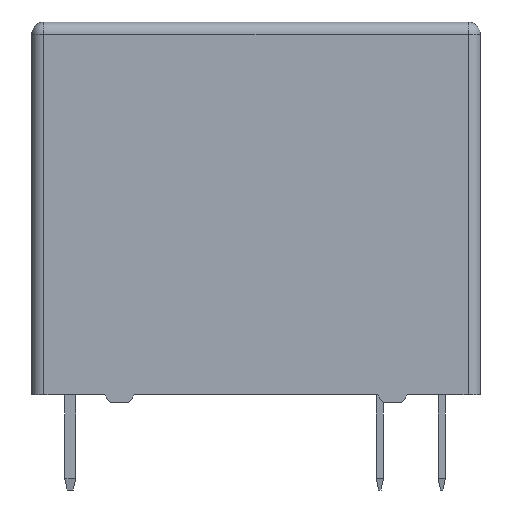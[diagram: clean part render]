
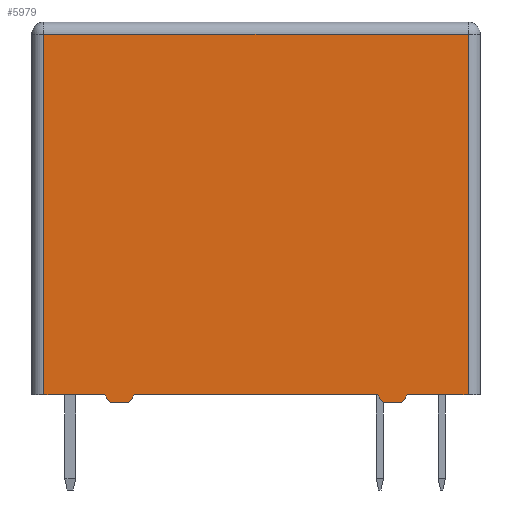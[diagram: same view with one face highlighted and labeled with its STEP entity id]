
A CAD part, front view. The second image highlights one B-rep face of the part: STEP entity #5979.
In plain terms, the highlighted planar face has unit normal (0, -1, 0).
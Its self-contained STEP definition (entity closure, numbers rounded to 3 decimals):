
#69 = CARTESIAN_POINT ( 'NONE',  ( -6.2, -5.1, 0.4 ) ) ;
#107 = ORIENTED_EDGE ( 'NONE', *, *, #2046, .T. ) ;
#182 = PLANE ( 'NONE',  #4913 ) ;
#189 = VERTEX_POINT ( 'NONE', #3679 ) ;
#295 = CARTESIAN_POINT ( 'NONE',  ( 5.254, -5.1, 0.1 ) ) ;
#378 = CARTESIAN_POINT ( 'NONE',  ( -8.7, -5.1, 15.7 ) ) ;
#605 = CARTESIAN_POINT ( 'NONE',  ( -5.254, -5.1, 0.1 ) ) ;
#707 = VERTEX_POINT ( 'NONE', #4133 ) ;
#945 = CARTESIAN_POINT ( 'NONE',  ( -5.17, -5.1, 0.145 ) ) ;
#1732 = DIRECTION ( 'NONE',  ( 1., 0., 0. ) ) ;
#1904 = CARTESIAN_POINT ( 'NONE',  ( 8.7, -5.1, 15.2 ) ) ;
#1983 = CARTESIAN_POINT ( 'NONE',  ( -8.7, -5.1, 0.4 ) ) ;
#2046 = EDGE_CURVE ( 'NONE', #6921, #189, #4005, .T. ) ;
#2156 = LINE ( 'NONE', #6669, #8471 ) ;
#2169 = CARTESIAN_POINT ( 'NONE',  ( -9.2, -5.1, 15.2 ) ) ;
#2245 = LINE ( 'NONE', #14460, #6381 ) ;
#2285 = LINE ( 'NONE', #13642, #13727 ) ;
#2288 = ORIENTED_EDGE ( 'NONE', *, *, #2753, .T. ) ;
#2335 = CIRCLE ( 'NONE', #5619, 0.1 ) ;
#2420 = LINE ( 'NONE', #378, #5105 ) ;
#2596 = ORIENTED_EDGE ( 'NONE', *, *, #9968, .T. ) ;
#2603 = VERTEX_POINT ( 'NONE', #10002 ) ;
#2632 = EDGE_CURVE ( 'NONE', #8676, #2603, #2245, .T. ) ;
#2674 = EDGE_CURVE ( 'NONE', #2861, #8676, #3120, .T. ) ;
#2689 = ORIENTED_EDGE ( 'NONE', *, *, #8059, .T. ) ;
#2702 = DIRECTION ( 'NONE',  ( 0., -1., 0. ) ) ;
#2753 = EDGE_CURVE ( 'NONE', #12795, #12481, #4451, .T. ) ;
#2861 = VERTEX_POINT ( 'NONE', #5690 ) ;
#2881 = DIRECTION ( 'NONE',  ( 0., -1., 0. ) ) ;
#3114 = EDGE_CURVE ( 'NONE', #12260, #6921, #12269, .T. ) ;
#3120 = LINE ( 'NONE', #6390, #7102 ) ;
#3187 = CARTESIAN_POINT ( 'NONE',  ( 8.7, -5.1, 0.4 ) ) ;
#3409 = CARTESIAN_POINT ( 'NONE',  ( -9.2, -5.1, 0.4 ) ) ;
#3542 = CARTESIAN_POINT ( 'NONE',  ( -9.2, -5.1, 0.4 ) ) ;
#3656 = DIRECTION ( 'NONE',  ( 0., 0., -1. ) ) ;
#3679 = CARTESIAN_POINT ( 'NONE',  ( -5.946, -5.1, 0.1 ) ) ;
#3792 = CARTESIAN_POINT ( 'NONE',  ( -5.254, -5.1, 0.2 ) ) ;
#3954 = CARTESIAN_POINT ( 'NONE',  ( 5.946, -5.1, 0.2 ) ) ;
#4005 = CIRCLE ( 'NONE', #5180, 0.1 ) ;
#4014 = VECTOR ( 'NONE', #7875, 1000. ) ;
#4133 = CARTESIAN_POINT ( 'NONE',  ( 6.03, -5.1, 0.145 ) ) ;
#4274 = ORIENTED_EDGE ( 'NONE', *, *, #14283, .T. ) ;
#4343 = DIRECTION ( 'NONE',  ( 0., -1., 0. ) ) ;
#4451 = LINE ( 'NONE', #11115, #14120 ) ;
#4508 = DIRECTION ( 'NONE',  ( 0.555, 0., -0.832 ) ) ;
#4612 = CIRCLE ( 'NONE', #7710, 0.1 ) ;
#4637 = CARTESIAN_POINT ( 'NONE',  ( -6.03, -5.1, 0.145 ) ) ;
#4655 = DIRECTION ( 'NONE',  ( 0., 1., 0. ) ) ;
#4815 = VECTOR ( 'NONE', #13393, 1000. ) ;
#4913 = AXIS2_PLACEMENT_3D ( 'NONE', #13369, #4655, #12555 ) ;
#5008 = EDGE_CURVE ( 'NONE', #8522, #6775, #2335, .T. ) ;
#5096 = CARTESIAN_POINT ( 'NONE',  ( 5.254, -5.1, 0.2 ) ) ;
#5105 = VECTOR ( 'NONE', #3656, 1000. ) ;
#5180 = AXIS2_PLACEMENT_3D ( 'NONE', #8865, #4343, #13361 ) ;
#5309 = VECTOR ( 'NONE', #10955, 1000. ) ;
#5584 = DIRECTION ( 'NONE',  ( 0., 0., 1. ) ) ;
#5619 = AXIS2_PLACEMENT_3D ( 'NONE', #3792, #2702, #10612 ) ;
#5690 = CARTESIAN_POINT ( 'NONE',  ( -5., -5.1, 0.4 ) ) ;
#5743 = VERTEX_POINT ( 'NONE', #3187 ) ;
#5979 = ADVANCED_FACE ( 'NONE', ( #10070 ), #182, .F. ) ;
#6292 = DIRECTION ( 'NONE',  ( 0., 0., 1. ) ) ;
#6381 = VECTOR ( 'NONE', #4508, 1000. ) ;
#6390 = CARTESIAN_POINT ( 'NONE',  ( -9.2, -5.1, 0.4 ) ) ;
#6392 = ORIENTED_EDGE ( 'NONE', *, *, #6871, .T. ) ;
#6484 = DIRECTION ( 'NONE',  ( 0., -1., 0. ) ) ;
#6580 = LINE ( 'NONE', #11015, #7777 ) ;
#6668 = CARTESIAN_POINT ( 'NONE',  ( -6.2, -5.1, 0.4 ) ) ;
#6669 = CARTESIAN_POINT ( 'NONE',  ( -5.946, -5.1, 0.1 ) ) ;
#6775 = VERTEX_POINT ( 'NONE', #945 ) ;
#6871 = EDGE_CURVE ( 'NONE', #5743, #12633, #2285, .T. ) ;
#6921 = VERTEX_POINT ( 'NONE', #4637 ) ;
#7022 = VERTEX_POINT ( 'NONE', #8271 ) ;
#7044 = ORIENTED_EDGE ( 'NONE', *, *, #14093, .T. ) ;
#7055 = DIRECTION ( 'NONE',  ( 1., 0., 0. ) ) ;
#7096 = CARTESIAN_POINT ( 'NONE',  ( 5., -5.1, 0.4 ) ) ;
#7102 = VECTOR ( 'NONE', #1732, 1000. ) ;
#7135 = LINE ( 'NONE', #12272, #5309 ) ;
#7382 = ORIENTED_EDGE ( 'NONE', *, *, #13206, .T. ) ;
#7710 = AXIS2_PLACEMENT_3D ( 'NONE', #5096, #2881, #6292 ) ;
#7777 = VECTOR ( 'NONE', #8729, 1000. ) ;
#7858 = VERTEX_POINT ( 'NONE', #7979 ) ;
#7875 = DIRECTION ( 'NONE',  ( 0.555, 0., -0.832 ) ) ;
#7890 = DIRECTION ( 'NONE',  ( 1., 0., 0. ) ) ;
#7952 = CARTESIAN_POINT ( 'NONE',  ( 5.946, -5.1, 0.1 ) ) ;
#7979 = CARTESIAN_POINT ( 'NONE',  ( -8.7, -5.1, 15.2 ) ) ;
#8032 = LINE ( 'NONE', #3409, #10728 ) ;
#8059 = EDGE_CURVE ( 'NONE', #12633, #7858, #9128, .T. ) ;
#8074 = ORIENTED_EDGE ( 'NONE', *, *, #2632, .T. ) ;
#8082 = EDGE_CURVE ( 'NONE', #7022, #5743, #8032, .T. ) ;
#8240 = EDGE_CURVE ( 'NONE', #2603, #12795, #4612, .T. ) ;
#8271 = CARTESIAN_POINT ( 'NONE',  ( 6.2, -5.1, 0.4 ) ) ;
#8471 = VECTOR ( 'NONE', #10081, 1000. ) ;
#8490 = DIRECTION ( 'NONE',  ( 0., 0., 1. ) ) ;
#8522 = VERTEX_POINT ( 'NONE', #605 ) ;
#8676 = VERTEX_POINT ( 'NONE', #7096 ) ;
#8688 = VECTOR ( 'NONE', #7055, 1000. ) ;
#8694 = ORIENTED_EDGE ( 'NONE', *, *, #8082, .T. ) ;
#8729 = DIRECTION ( 'NONE',  ( 0.555, 0., 0.832 ) ) ;
#8865 = CARTESIAN_POINT ( 'NONE',  ( -5.946, -5.1, 0.2 ) ) ;
#8970 = DIRECTION ( 'NONE',  ( 1., 0., 0. ) ) ;
#9120 = LINE ( 'NONE', #3542, #8688 ) ;
#9128 = LINE ( 'NONE', #2169, #4815 ) ;
#9257 = EDGE_CURVE ( 'NONE', #7858, #14506, #2420, .T. ) ;
#9968 = EDGE_CURVE ( 'NONE', #189, #8522, #2156, .T. ) ;
#10002 = CARTESIAN_POINT ( 'NONE',  ( 5.17, -5.1, 0.145 ) ) ;
#10061 = EDGE_CURVE ( 'NONE', #12481, #707, #10805, .T. ) ;
#10070 = FACE_OUTER_BOUND ( 'NONE', #10506, .T. ) ;
#10081 = DIRECTION ( 'NONE',  ( 1., 0., 0. ) ) ;
#10506 = EDGE_LOOP ( 'NONE', ( #8694, #6392, #2689, #11515, #7044, #13992, #107, #2596, #12398, #4274, #12382, #8074, #13087, #2288, #12830, #7382 ) ) ;
#10612 = DIRECTION ( 'NONE',  ( 0., 0., 1. ) ) ;
#10728 = VECTOR ( 'NONE', #7890, 1000. ) ;
#10805 = CIRCLE ( 'NONE', #13157, 0.1 ) ;
#10955 = DIRECTION ( 'NONE',  ( 0.555, 0., 0.832 ) ) ;
#11015 = CARTESIAN_POINT ( 'NONE',  ( -5.17, -5.1, 0.145 ) ) ;
#11115 = CARTESIAN_POINT ( 'NONE',  ( 5.946, -5.1, 0.1 ) ) ;
#11515 = ORIENTED_EDGE ( 'NONE', *, *, #9257, .T. ) ;
#12260 = VERTEX_POINT ( 'NONE', #69 ) ;
#12269 = LINE ( 'NONE', #6668, #4014 ) ;
#12272 = CARTESIAN_POINT ( 'NONE',  ( 6.2, -5.1, 0.4 ) ) ;
#12382 = ORIENTED_EDGE ( 'NONE', *, *, #2674, .T. ) ;
#12398 = ORIENTED_EDGE ( 'NONE', *, *, #5008, .T. ) ;
#12481 = VERTEX_POINT ( 'NONE', #7952 ) ;
#12555 = DIRECTION ( 'NONE',  ( 0., 0., 1. ) ) ;
#12633 = VERTEX_POINT ( 'NONE', #1904 ) ;
#12795 = VERTEX_POINT ( 'NONE', #295 ) ;
#12830 = ORIENTED_EDGE ( 'NONE', *, *, #10061, .T. ) ;
#13087 = ORIENTED_EDGE ( 'NONE', *, *, #8240, .T. ) ;
#13157 = AXIS2_PLACEMENT_3D ( 'NONE', #3954, #6484, #8490 ) ;
#13206 = EDGE_CURVE ( 'NONE', #707, #7022, #7135, .T. ) ;
#13361 = DIRECTION ( 'NONE',  ( 0., 0., 1. ) ) ;
#13369 = CARTESIAN_POINT ( 'NONE',  ( -9.2, -5.1, 15.7 ) ) ;
#13393 = DIRECTION ( 'NONE',  ( -1., 0., 0. ) ) ;
#13642 = CARTESIAN_POINT ( 'NONE',  ( 8.7, -5.1, 15.7 ) ) ;
#13727 = VECTOR ( 'NONE', #5584, 1000. ) ;
#13992 = ORIENTED_EDGE ( 'NONE', *, *, #3114, .T. ) ;
#14093 = EDGE_CURVE ( 'NONE', #14506, #12260, #9120, .T. ) ;
#14120 = VECTOR ( 'NONE', #8970, 1000. ) ;
#14283 = EDGE_CURVE ( 'NONE', #6775, #2861, #6580, .T. ) ;
#14460 = CARTESIAN_POINT ( 'NONE',  ( 5.17, -5.1, 0.145 ) ) ;
#14506 = VERTEX_POINT ( 'NONE', #1983 ) ;
